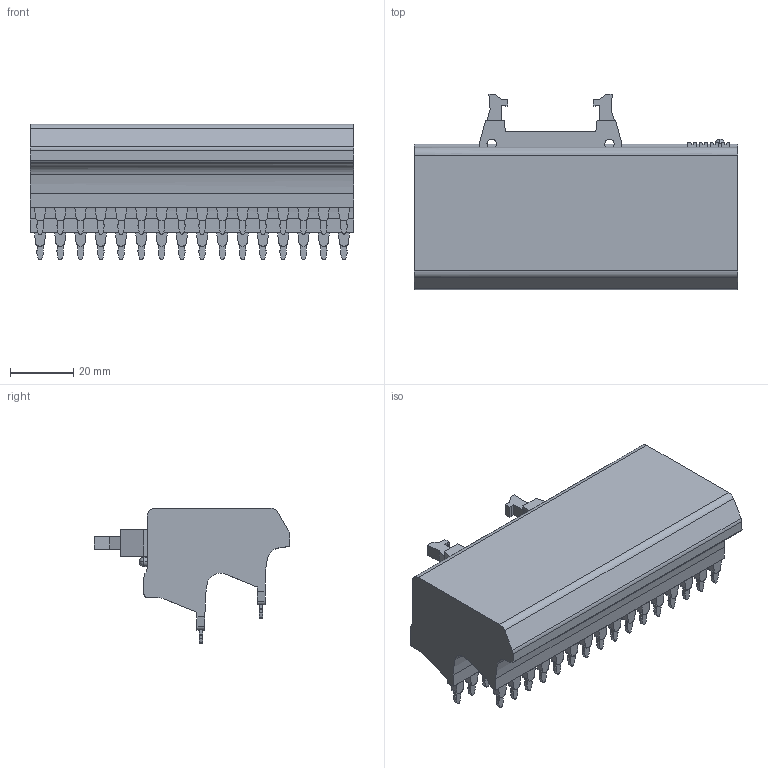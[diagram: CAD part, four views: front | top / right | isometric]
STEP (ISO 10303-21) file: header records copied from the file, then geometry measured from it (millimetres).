
FILE_DESCRIPTION(('CATIA V5R24 STEP','CAx-IF Rec.Pracs.--- Model Styling and Organization---1.2---2011-12-15'),'2;1');
FILE_NAME ('6317409_4', '2017-08-15T09:59:28+00:00', ('Weidmueller Interface'), ('Weidmueller'), 'CATIA Version 5-6 Release 2014 SP4', 'CATIA V5 STEP AP214', 'none');
FILE_SCHEMA(('AUTOMOTIVE_DESIGN { 1 0 10303 214 1 1 1 1 }'));
Length unit declared in the file: millimetre
Products named in the file (1): 1463550000
Bounding box: 102.2 x 61.85 x 42.8 mm (x, y, z)
Volume: 112512.7 mm3; surface area: 24290 mm2
Topology: 59 solids, 59 shells, 1098 faces, 2861 edges, 1915 vertices
Faces by surface type: plane 711, cylinder 231, extrusion 142, bspline 10, sphere 4
Entity records: 34798 total; most frequent: CARTESIAN_POINT 8211, ORIENTED_EDGE 5710, DIRECTION 4184, EDGE_CURVE 2855, VECTOR 2158, LINE 2016, VERTEX_POINT 1915, AXIS2_PLACEMENT_3D 1364
